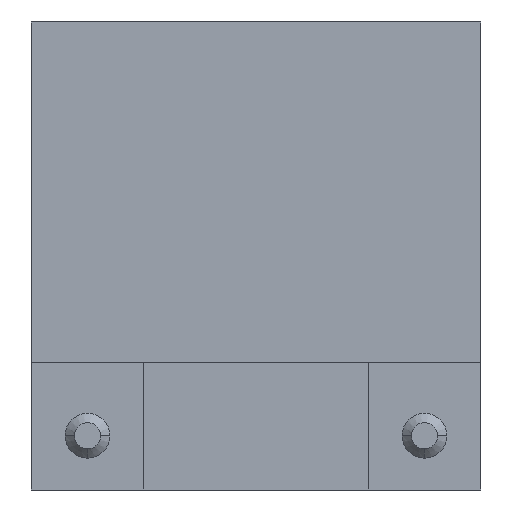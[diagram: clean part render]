
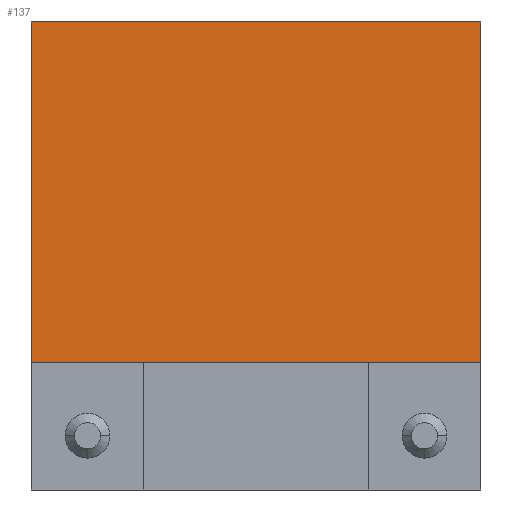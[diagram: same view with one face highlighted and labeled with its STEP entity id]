
A CAD part, front view. The second image highlights one B-rep face of the part: STEP entity #137.
In plain terms, the highlighted planar face has unit normal (0, -1, 0).
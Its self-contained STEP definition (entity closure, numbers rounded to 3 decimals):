
#69 = ORIENTED_EDGE ( 'NONE', *, *, #888, .T. ) ;
#96 = DIRECTION ( 'NONE',  ( 0., -1., 0. ) ) ;
#137 = ADVANCED_FACE ( 'NONE', ( #321 ), #1005, .T. ) ;
#162 = DIRECTION ( 'NONE',  ( -1., 0., 0. ) ) ;
#177 = VERTEX_POINT ( 'NONE', #248 ) ;
#179 = CARTESIAN_POINT ( 'NONE',  ( 6., 5.6, 12.5 ) ) ;
#247 = DIRECTION ( 'NONE',  ( 0., 0., -1. ) ) ;
#248 = CARTESIAN_POINT ( 'NONE',  ( -6., 5.6, 3.4 ) ) ;
#280 = VECTOR ( 'NONE', #247, 1000. ) ;
#285 = DIRECTION ( 'NONE',  ( 0., 0., -1. ) ) ;
#292 = LINE ( 'NONE', #367, #604 ) ;
#321 = FACE_OUTER_BOUND ( 'NONE', #473, .T. ) ;
#338 = VERTEX_POINT ( 'NONE', #788 ) ;
#344 = EDGE_CURVE ( 'NONE', #338, #743, #876, .T. ) ;
#367 = CARTESIAN_POINT ( 'NONE',  ( -6., 5.6, 3.4 ) ) ;
#473 = EDGE_LOOP ( 'NONE', ( #1002, #747, #913, #69 ) ) ;
#523 = CARTESIAN_POINT ( 'NONE',  ( 6., 5.6, 12.5 ) ) ;
#526 = DIRECTION ( 'NONE',  ( 1., 0., 0. ) ) ;
#534 = VECTOR ( 'NONE', #285, 1000. ) ;
#563 = CARTESIAN_POINT ( 'NONE',  ( 6., 5.6, 12.5 ) ) ;
#604 = VECTOR ( 'NONE', #526, 1000. ) ;
#653 = LINE ( 'NONE', #923, #280 ) ;
#743 = VERTEX_POINT ( 'NONE', #886 ) ;
#747 = ORIENTED_EDGE ( 'NONE', *, *, #1001, .T. ) ;
#763 = VERTEX_POINT ( 'NONE', #1042 ) ;
#788 = CARTESIAN_POINT ( 'NONE',  ( 6., 5.6, 12.5 ) ) ;
#837 = LINE ( 'NONE', #179, #958 ) ;
#876 = LINE ( 'NONE', #523, #534 ) ;
#886 = CARTESIAN_POINT ( 'NONE',  ( 6., 5.6, 3.4 ) ) ;
#888 = EDGE_CURVE ( 'NONE', #177, #743, #292, .T. ) ;
#913 = ORIENTED_EDGE ( 'NONE', *, *, #1016, .T. ) ;
#915 = DIRECTION ( 'NONE',  ( 0., 0., -1. ) ) ;
#923 = CARTESIAN_POINT ( 'NONE',  ( -6., 5.6, 12.5 ) ) ;
#958 = VECTOR ( 'NONE', #162, 1000. ) ;
#995 = AXIS2_PLACEMENT_3D ( 'NONE', #563, #96, #915 ) ;
#1001 = EDGE_CURVE ( 'NONE', #338, #763, #837, .T. ) ;
#1002 = ORIENTED_EDGE ( 'NONE', *, *, #344, .F. ) ;
#1005 = PLANE ( 'NONE',  #995 ) ;
#1016 = EDGE_CURVE ( 'NONE', #763, #177, #653, .T. ) ;
#1042 = CARTESIAN_POINT ( 'NONE',  ( -6., 5.6, 12.5 ) ) ;
